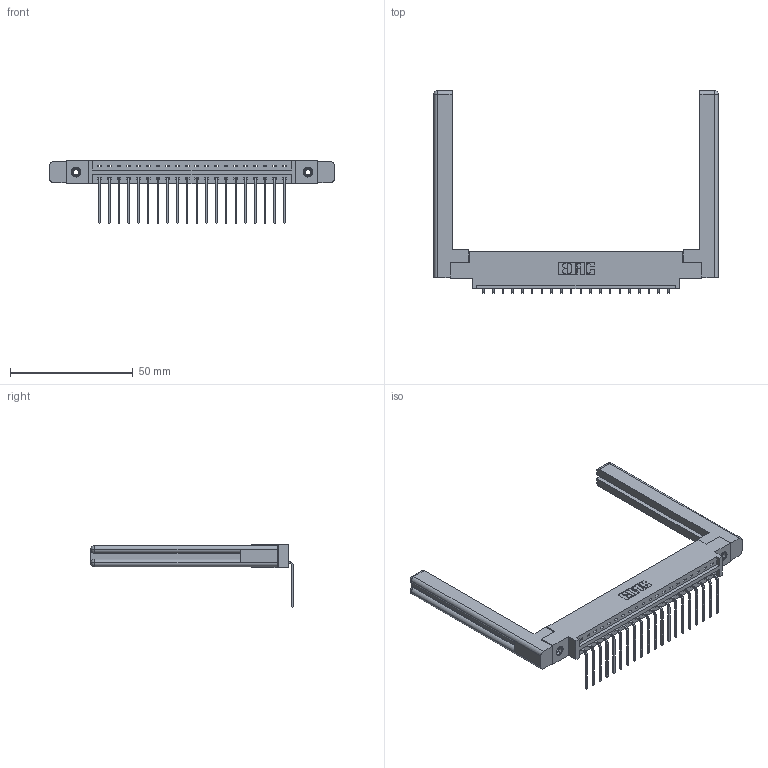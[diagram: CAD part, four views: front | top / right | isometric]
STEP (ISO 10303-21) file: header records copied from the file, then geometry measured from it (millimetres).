
FILE_DESCRIPTION (( 'STEP AP203' ), '1' );
FILE_NAME ('337-020-559-658.STEP', '2019-09-28T23:42:08', ( '' ), ( '' ), 'SwSTEP 2.0', 'SolidWorks 2016', '' );
FILE_SCHEMA (( 'CONFIG_CONTROL_DESIGN' ));
Length unit declared in the file: inch
Products named in the file (5): 345-292-001_558 559 Tail - 1; 345-250-001_345-250-001-102; 337 Part_0.170 Offset - 0.156 Dia-TI; 337-020-559-658; 307-220-058
Assembly tree (25 placements, depth 2):
  337-020-559-658
    337 Part_0.170 Offset - 0.156 Dia-TI
    345-292-001_558 559 Tail - 1  x20
    345-250-001_345-250-001-102  x2
    307-220-058  x2
Bounding box: 115.87 x 82.49 x 25.53 mm (x, y, z)
Volume: 18879.2 mm3; surface area: 17704.6 mm2
Topology: 25 solids, 25 shells, 1540 faces, 4557 edges, 2998 vertices
Faces by surface type: plane 1118, cylinder 398, cone 12, torus 12
Entity records: 20562 total; most frequent: CARTESIAN_POINT 3581, ORIENTED_EDGE 3476, DIRECTION 3078, EDGE_CURVE 1738, VECTOR 1562, LINE 1562, VERTEX_POINT 1150, AXIS2_PLACEMENT_3D 758
